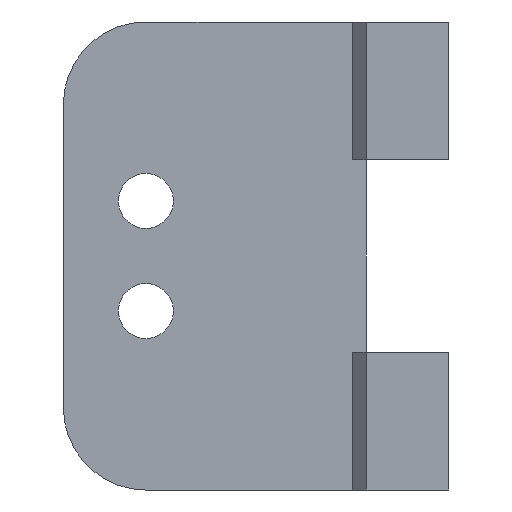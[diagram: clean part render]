
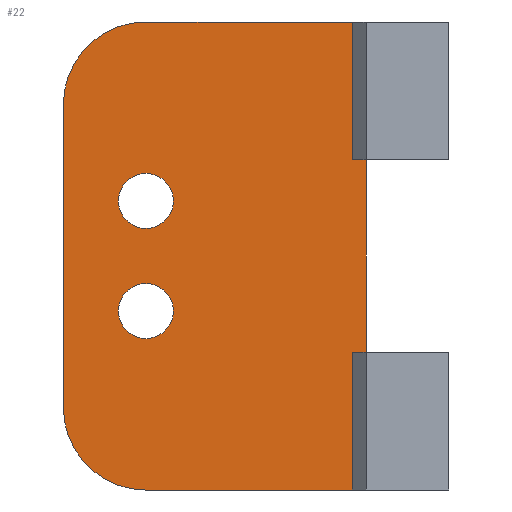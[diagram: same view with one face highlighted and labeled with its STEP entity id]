
A CAD part, front view. The second image highlights one B-rep face of the part: STEP entity #22.
In plain terms, the highlighted planar face has unit normal (0, -1, 0).
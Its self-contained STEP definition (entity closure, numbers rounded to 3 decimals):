
#8 = DIRECTION ( 'NONE',  ( 0., -1., 0. ) ) ;
#10 = ORIENTED_EDGE ( 'NONE', *, *, #522, .T. ) ;
#16 = DIRECTION ( 'NONE',  ( 0., 0., -1. ) ) ;
#22 = ADVANCED_FACE ( 'NONE', ( #581, #162, #27 ), #440, .F. ) ;
#26 = CIRCLE ( 'NONE', #260, 1. ) ;
#27 = FACE_OUTER_BOUND ( 'NONE', #305, .T. ) ;
#28 = CARTESIAN_POINT ( 'NONE',  ( 11., 0., 12. ) ) ;
#34 = CARTESIAN_POINT ( 'NONE',  ( 3., 0., 11.5 ) ) ;
#38 = EDGE_CURVE ( 'NONE', #170, #133, #555, .T. ) ;
#41 = LINE ( 'NONE', #28, #712 ) ;
#46 = CARTESIAN_POINT ( 'NONE',  ( 3., 0., 7.5 ) ) ;
#57 = DIRECTION ( 'NONE',  ( 1., 0., 0. ) ) ;
#65 = ORIENTED_EDGE ( 'NONE', *, *, #38, .F. ) ;
#67 = CARTESIAN_POINT ( 'NONE',  ( 3., 0., 10.5 ) ) ;
#68 = DIRECTION ( 'NONE',  ( 1., 0., 0. ) ) ;
#78 = VECTOR ( 'NONE', #104, 1000. ) ;
#87 = CARTESIAN_POINT ( 'NONE',  ( 0., 0., 14. ) ) ;
#92 = CARTESIAN_POINT ( 'NONE',  ( 10.5, 0., 17. ) ) ;
#104 = DIRECTION ( 'NONE',  ( 0., 0., -1. ) ) ;
#106 = EDGE_CURVE ( 'NONE', #170, #169, #649, .T. ) ;
#115 = CARTESIAN_POINT ( 'NONE',  ( 3., 0., 9.5 ) ) ;
#122 = EDGE_CURVE ( 'NONE', #401, #124, #329, .T. ) ;
#124 = VERTEX_POINT ( 'NONE', #115 ) ;
#125 = CARTESIAN_POINT ( 'NONE',  ( 0., 0., 3. ) ) ;
#126 = AXIS2_PLACEMENT_3D ( 'NONE', #619, #223, #16 ) ;
#133 = VERTEX_POINT ( 'NONE', #605 ) ;
#136 = DIRECTION ( 'NONE',  ( 1., 0., 0. ) ) ;
#137 = VERTEX_POINT ( 'NONE', #879 ) ;
#141 = CARTESIAN_POINT ( 'NONE',  ( 10.5, 0., 0. ) ) ;
#151 = DIRECTION ( 'NONE',  ( 0., 0., 1. ) ) ;
#157 = DIRECTION ( 'NONE',  ( 0., 0., 1. ) ) ;
#162 = FACE_BOUND ( 'NONE', #627, .T. ) ;
#169 = VERTEX_POINT ( 'NONE', #87 ) ;
#170 = VERTEX_POINT ( 'NONE', #578 ) ;
#181 = CARTESIAN_POINT ( 'NONE',  ( 11., 0., 5. ) ) ;
#196 = AXIS2_PLACEMENT_3D ( 'NONE', #720, #728, #157 ) ;
#200 = LINE ( 'NONE', #770, #414 ) ;
#208 = ORIENTED_EDGE ( 'NONE', *, *, #660, .F. ) ;
#223 = DIRECTION ( 'NONE',  ( 0., -1., 0. ) ) ;
#224 = AXIS2_PLACEMENT_3D ( 'NONE', #724, #374, #704 ) ;
#237 = EDGE_CURVE ( 'NONE', #853, #659, #752, .T. ) ;
#239 = AXIS2_PLACEMENT_3D ( 'NONE', #864, #328, #663 ) ;
#248 = EDGE_CURVE ( 'NONE', #676, #133, #723, .T. ) ;
#253 = AXIS2_PLACEMENT_3D ( 'NONE', #692, #8, #743 ) ;
#260 = AXIS2_PLACEMENT_3D ( 'NONE', #67, #756, #821 ) ;
#264 = LINE ( 'NONE', #410, #652 ) ;
#288 = ORIENTED_EDGE ( 'NONE', *, *, #106, .T. ) ;
#290 = EDGE_CURVE ( 'NONE', #380, #137, #314, .T. ) ;
#300 = ORIENTED_EDGE ( 'NONE', *, *, #122, .F. ) ;
#302 = ORIENTED_EDGE ( 'NONE', *, *, #452, .T. ) ;
#305 = EDGE_LOOP ( 'NONE', ( #208, #10, #449, #65, #288, #824, #848, #552, #368, #302 ) ) ;
#307 = ORIENTED_EDGE ( 'NONE', *, *, #874, .F. ) ;
#314 = CIRCLE ( 'NONE', #239, 1. ) ;
#320 = VERTEX_POINT ( 'NONE', #181 ) ;
#325 = DIRECTION ( 'NONE',  ( 0., -1., 0. ) ) ;
#328 = DIRECTION ( 'NONE',  ( 0., -1., 0. ) ) ;
#329 = CIRCLE ( 'NONE', #880, 1. ) ;
#340 = CARTESIAN_POINT ( 'NONE',  ( 0., 0., 17. ) ) ;
#368 = ORIENTED_EDGE ( 'NONE', *, *, #466, .T. ) ;
#374 = DIRECTION ( 'NONE',  ( 0., 1., 0. ) ) ;
#380 = VERTEX_POINT ( 'NONE', #46 ) ;
#388 = VERTEX_POINT ( 'NONE', #816 ) ;
#400 = EDGE_CURVE ( 'NONE', #169, #853, #451, .T. ) ;
#401 = VERTEX_POINT ( 'NONE', #34 ) ;
#410 = CARTESIAN_POINT ( 'NONE',  ( 14., 0., 5. ) ) ;
#414 = VECTOR ( 'NONE', #557, 1000. ) ;
#438 = EDGE_CURVE ( 'NONE', #659, #467, #554, .T. ) ;
#440 = PLANE ( 'NONE',  #224 ) ;
#449 = ORIENTED_EDGE ( 'NONE', *, *, #248, .T. ) ;
#451 = LINE ( 'NONE', #733, #78 ) ;
#452 = EDGE_CURVE ( 'NONE', #820, #320, #264, .T. ) ;
#466 = EDGE_CURVE ( 'NONE', #467, #820, #200, .T. ) ;
#467 = VERTEX_POINT ( 'NONE', #141 ) ;
#492 = EDGE_CURVE ( 'NONE', #137, #380, #622, .T. ) ;
#499 = CARTESIAN_POINT ( 'NONE',  ( 14., 0., 12. ) ) ;
#511 = EDGE_LOOP ( 'NONE', ( #307, #300 ) ) ;
#522 = EDGE_CURVE ( 'NONE', #388, #676, #567, .T. ) ;
#552 = ORIENTED_EDGE ( 'NONE', *, *, #438, .T. ) ;
#554 = LINE ( 'NONE', #758, #852 ) ;
#555 = LINE ( 'NONE', #340, #766 ) ;
#557 = DIRECTION ( 'NONE',  ( 0., 0., 1. ) ) ;
#567 = LINE ( 'NONE', #499, #823 ) ;
#578 = CARTESIAN_POINT ( 'NONE',  ( 3., 0., 17. ) ) ;
#581 = FACE_BOUND ( 'NONE', #511, .T. ) ;
#593 = CARTESIAN_POINT ( 'NONE',  ( 10.5, 0., 12. ) ) ;
#605 = CARTESIAN_POINT ( 'NONE',  ( 10.5, 0., 17. ) ) ;
#619 = CARTESIAN_POINT ( 'NONE',  ( 3., 0., 6.5 ) ) ;
#622 = CIRCLE ( 'NONE', #126, 1. ) ;
#627 = EDGE_LOOP ( 'NONE', ( #861, #671 ) ) ;
#649 = CIRCLE ( 'NONE', #253, 3. ) ;
#652 = VECTOR ( 'NONE', #68, 1000. ) ;
#657 = DIRECTION ( 'NONE',  ( 0., 0., -1. ) ) ;
#659 = VERTEX_POINT ( 'NONE', #672 ) ;
#660 = EDGE_CURVE ( 'NONE', #388, #320, #41, .T. ) ;
#663 = DIRECTION ( 'NONE',  ( 0., 0., -1. ) ) ;
#671 = ORIENTED_EDGE ( 'NONE', *, *, #290, .F. ) ;
#672 = CARTESIAN_POINT ( 'NONE',  ( 3., 0., 0. ) ) ;
#676 = VERTEX_POINT ( 'NONE', #593 ) ;
#692 = CARTESIAN_POINT ( 'NONE',  ( 3., 0., 14. ) ) ;
#704 = DIRECTION ( 'NONE',  ( 0., 0., 1. ) ) ;
#711 = VECTOR ( 'NONE', #151, 1000. ) ;
#712 = VECTOR ( 'NONE', #657, 1000. ) ;
#719 = DIRECTION ( 'NONE',  ( -1., 0., 0. ) ) ;
#720 = CARTESIAN_POINT ( 'NONE',  ( 3., 0., 3. ) ) ;
#723 = LINE ( 'NONE', #92, #711 ) ;
#724 = CARTESIAN_POINT ( 'NONE',  ( 0., 0., 17. ) ) ;
#728 = DIRECTION ( 'NONE',  ( 0., -1., 0. ) ) ;
#733 = CARTESIAN_POINT ( 'NONE',  ( 0., 0., 17. ) ) ;
#743 = DIRECTION ( 'NONE',  ( 0., 0., 1. ) ) ;
#752 = CIRCLE ( 'NONE', #196, 3. ) ;
#756 = DIRECTION ( 'NONE',  ( 0., -1., 0. ) ) ;
#758 = CARTESIAN_POINT ( 'NONE',  ( 0., 0., 0. ) ) ;
#766 = VECTOR ( 'NONE', #136, 1000. ) ;
#770 = CARTESIAN_POINT ( 'NONE',  ( 10.5, 0., 5. ) ) ;
#816 = CARTESIAN_POINT ( 'NONE',  ( 11., 0., 12. ) ) ;
#820 = VERTEX_POINT ( 'NONE', #896 ) ;
#821 = DIRECTION ( 'NONE',  ( 0., 0., -1. ) ) ;
#823 = VECTOR ( 'NONE', #719, 1000. ) ;
#824 = ORIENTED_EDGE ( 'NONE', *, *, #400, .T. ) ;
#831 = DIRECTION ( 'NONE',  ( 0., 0., -1. ) ) ;
#848 = ORIENTED_EDGE ( 'NONE', *, *, #237, .T. ) ;
#852 = VECTOR ( 'NONE', #57, 1000. ) ;
#853 = VERTEX_POINT ( 'NONE', #125 ) ;
#861 = ORIENTED_EDGE ( 'NONE', *, *, #492, .F. ) ;
#864 = CARTESIAN_POINT ( 'NONE',  ( 3., 0., 6.5 ) ) ;
#874 = EDGE_CURVE ( 'NONE', #124, #401, #26, .T. ) ;
#879 = CARTESIAN_POINT ( 'NONE',  ( 3., 0., 5.5 ) ) ;
#880 = AXIS2_PLACEMENT_3D ( 'NONE', #897, #325, #831 ) ;
#896 = CARTESIAN_POINT ( 'NONE',  ( 10.5, 0., 5. ) ) ;
#897 = CARTESIAN_POINT ( 'NONE',  ( 3., 0., 10.5 ) ) ;
